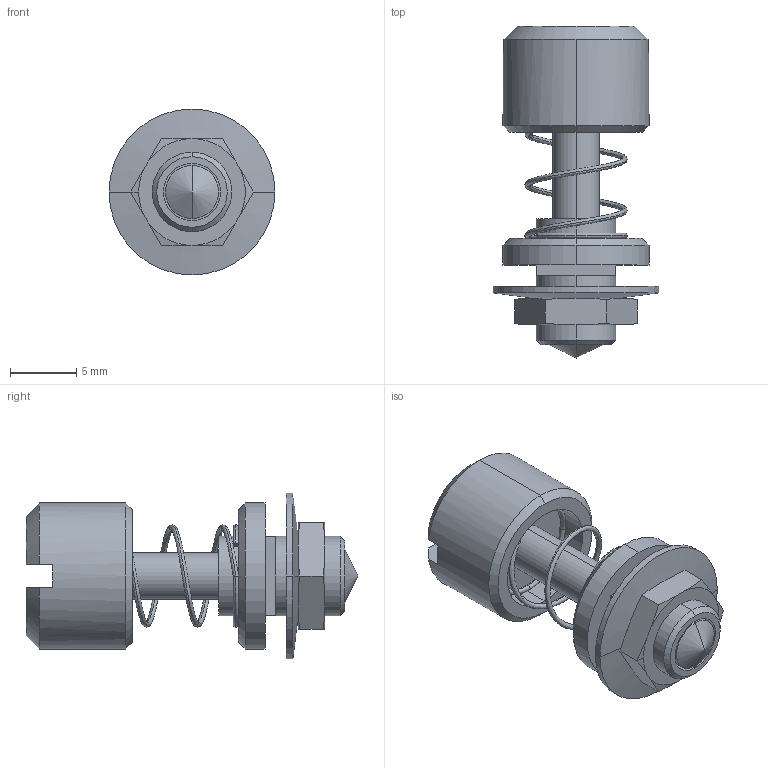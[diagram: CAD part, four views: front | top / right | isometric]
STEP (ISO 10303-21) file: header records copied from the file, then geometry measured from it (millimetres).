
FILE_DESCRIPTION (( 'STEP AP203' ), '1' );
FILE_NAME ('A-1039-2.STEP', '2020-03-18T06:50:31', ( '' ), ( '' ), 'SwSTEP 2.0', 'SolidWorks 2018', '' );
FILE_SCHEMA (( 'CONFIG_CONTROL_DESIGN' ));
Length unit declared in the file: millimetre
Products named in the file (6): A-1039-2低ナット_; A-1039-2さらバネ_; A-1039-2僗僾儕儞僌_; A-1039-2; A-1039-2つまみ部_; A-1039-2スリーブ_
Assembly tree (5 placements, depth 2):
  A-1039-2
    A-1039-2スリーブ_
    A-1039-2つまみ部_
    A-1039-2僗僾儕儞僌_
    A-1039-2低ナット_
    A-1039-2さらバネ_
Bounding box: 12.5 x 25 x 12.5 mm (x, y, z)
Volume: 1186.4 mm3; surface area: 1715 mm2
Topology: 5 solids, 5 shells, 98 faces, 218 edges, 132 vertices
Faces by surface type: plane 31, cone 29, cylinder 24, torus 12, bspline 2
Entity records: 4327 total; most frequent: CARTESIAN_POINT 1510, DIRECTION 499, ORIENTED_EDGE 432, EDGE_CURVE 216, AXIS2_PLACEMENT_3D 209, VERTEX_POINT 132, EDGE_LOOP 108, CIRCLE 105
